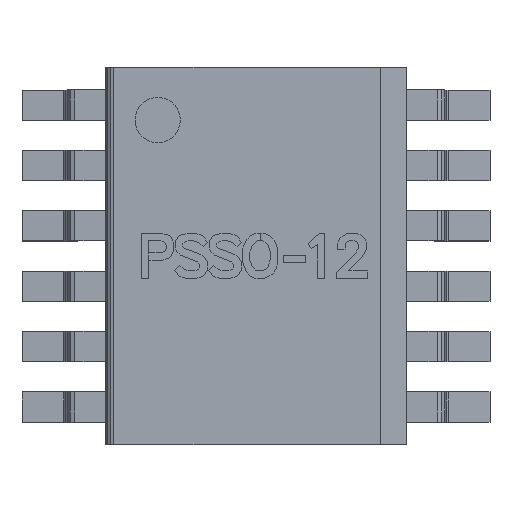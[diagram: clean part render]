
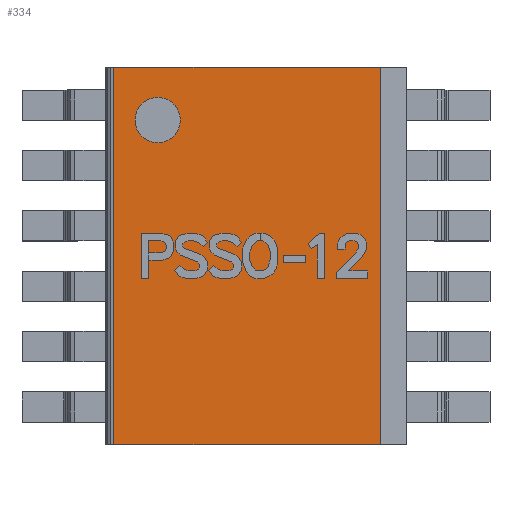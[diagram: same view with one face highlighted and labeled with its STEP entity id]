
A CAD part, top view. The second image highlights one B-rep face of the part: STEP entity #334.
In plain terms, the highlighted face is planar.
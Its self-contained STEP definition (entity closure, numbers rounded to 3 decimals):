
#181 = VERTEX_POINT ( 'NONE', #2965 ) ;
#182 = EDGE_CURVE ( 'NONE', #181, #244, #2957, .T. ) ;
#232 = VERTEX_POINT ( 'NONE', #3132 ) ;
#244 = VERTEX_POINT ( 'NONE', #3234 ) ;
#261 = ORIENTED_EDGE ( 'NONE', *, *, #330, .T. ) ;
#273 = EDGE_LOOP ( 'NONE', ( #335, #261, #337, #336, #320, #322 ) ) ;
#274 = EDGE_CURVE ( 'NONE', #276, #232, #3300, .T. ) ;
#276 = VERTEX_POINT ( 'NONE', #3298 ) ;
#319 = EDGE_CURVE ( 'NONE', #244, #329, #3438, .T. ) ;
#320 = ORIENTED_EDGE ( 'NONE', *, *, #319, .T. ) ;
#321 = EDGE_CURVE ( 'NONE', #276, #329, #3433, .T. ) ;
#322 = ORIENTED_EDGE ( 'NONE', *, *, #321, .F. ) ;
#329 = VERTEX_POINT ( 'NONE', #3461 ) ;
#330 = EDGE_CURVE ( 'NONE', #232, #331, #3453, .T. ) ;
#331 = VERTEX_POINT ( 'NONE', #3455 ) ;
#334 = ADVANCED_FACE ( 'NONE', ( #3449 ), #3473, .T. ) ;
#335 = ORIENTED_EDGE ( 'NONE', *, *, #274, .T. ) ;
#336 = ORIENTED_EDGE ( 'NONE', *, *, #182, .T. ) ;
#337 = ORIENTED_EDGE ( 'NONE', *, *, #338, .T. ) ;
#338 = EDGE_CURVE ( 'NONE', #331, #181, #3447, .T. ) ;
#2954 = DIRECTION ( 'NONE',  ( 0., 0., 1. ) ) ;
#2955 = VECTOR ( 'NONE', #2954, 1000. ) ;
#2956 = CARTESIAN_POINT ( 'NONE',  ( -1.89, 0.8, 0. ) ) ;
#2957 = LINE ( 'NONE', #2956, #2955 ) ;
#2965 = CARTESIAN_POINT ( 'NONE',  ( -1.89, 0.8, 0. ) ) ;
#3132 = CARTESIAN_POINT ( 'NONE',  ( 1.65, 0.8, 0. ) ) ;
#3234 = CARTESIAN_POINT ( 'NONE',  ( -1.89, 0.8, 5. ) ) ;
#3242 = CARTESIAN_POINT ( 'NONE',  ( 1.65, 0.8, 0. ) ) ;
#3290 = VECTOR ( 'NONE', #3305, 1000. ) ;
#3298 = CARTESIAN_POINT ( 'NONE',  ( 1.65, 0.8, 5. ) ) ;
#3300 = LINE ( 'NONE', #3242, #3290 ) ;
#3305 = DIRECTION ( 'NONE',  ( 0., 0., -1. ) ) ;
#3430 = DIRECTION ( 'NONE',  ( -1., 0., 0. ) ) ;
#3431 = VECTOR ( 'NONE', #3430, 1000. ) ;
#3432 = CARTESIAN_POINT ( 'NONE',  ( -2., 0.8, 5. ) ) ;
#3433 = LINE ( 'NONE', #3432, #3431 ) ;
#3435 = DIRECTION ( 'NONE',  ( 1., 0., 0. ) ) ;
#3436 = VECTOR ( 'NONE', #3435, 1000. ) ;
#3437 = CARTESIAN_POINT ( 'NONE',  ( -1.89, 0.8, 5. ) ) ;
#3438 = LINE ( 'NONE', #3437, #3436 ) ;
#3446 = CARTESIAN_POINT ( 'NONE',  ( -1.89, 0.8, 0. ) ) ;
#3447 = LINE ( 'NONE', #3446, #3487 ) ;
#3448 = AXIS2_PLACEMENT_3D ( 'NONE', #3493, #3492, #3491 ) ;
#3449 = FACE_OUTER_BOUND ( 'NONE', #273, .T. ) ;
#3450 = DIRECTION ( 'NONE',  ( -1., 0., 0. ) ) ;
#3451 = VECTOR ( 'NONE', #3450, 1000. ) ;
#3452 = CARTESIAN_POINT ( 'NONE',  ( -2., 0.8, 0. ) ) ;
#3453 = LINE ( 'NONE', #3452, #3451 ) ;
#3455 = CARTESIAN_POINT ( 'NONE',  ( -1.871, 0.8, 0. ) ) ;
#3461 = CARTESIAN_POINT ( 'NONE',  ( -1.871, 0.8, 5. ) ) ;
#3473 = PLANE ( 'NONE',  #3448 ) ;
#3486 = DIRECTION ( 'NONE',  ( -1., 0., 0. ) ) ;
#3487 = VECTOR ( 'NONE', #3486, 1000. ) ;
#3491 = DIRECTION ( 'NONE',  ( 0., 0., 1. ) ) ;
#3492 = DIRECTION ( 'NONE',  ( 0., 1., 0. ) ) ;
#3493 = CARTESIAN_POINT ( 'NONE',  ( -1.871, 0.8, 0. ) ) ;
